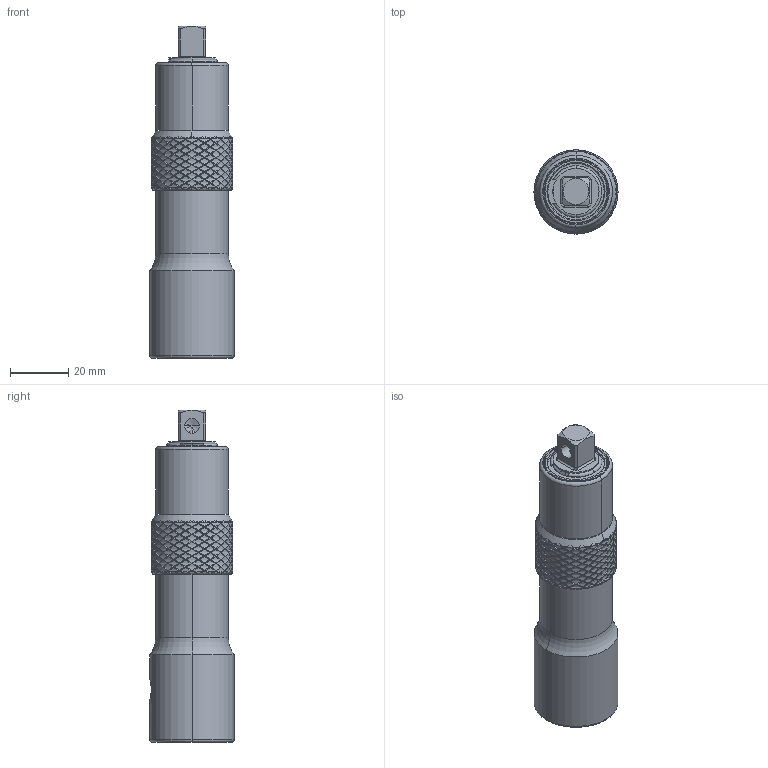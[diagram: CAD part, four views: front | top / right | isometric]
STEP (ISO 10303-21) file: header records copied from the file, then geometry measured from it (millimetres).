
FILE_DESCRIPTION((''),'2;1');
FILE_NAME('4027036468_ASM','2023-08-30T10:28:21',('a00565553'),(''),'CREO PARAMETRIC BY PTC INC, 2022414','CREO PARAMETRIC BY PTC INC, 2022414','');
FILE_SCHEMA(('CONFIG_CONTROL_DESIGN','GEOMETRIC_VALIDATION_PROPERTIES_MIM'));
Products named in the file (1): 4027036468_ASM
Bounding box: 29 x 29 x 114.4 mm (x, y, z)
Surface area: 23088.4 mm2 (no closed solid volume)
Topology: 0 solids, 15 shells, 1713 faces, 3793 edges, 2078 vertices
Faces by surface type: bspline 1200, cylinder 376, torus 63, plane 42, cone 32
Entity records: 90032 total; most frequent: CARTESIAN_POINT 50332, ORIENTED_EDGE 7389, EDGE_CURVE 3791, B_SPLINE_CURVE_WITH_KNOTS 2702, DIRECTION 2484, VERTEX_POINT 2078, EDGE_LOOP 1731, FACE_OUTER_BOUND 1713
